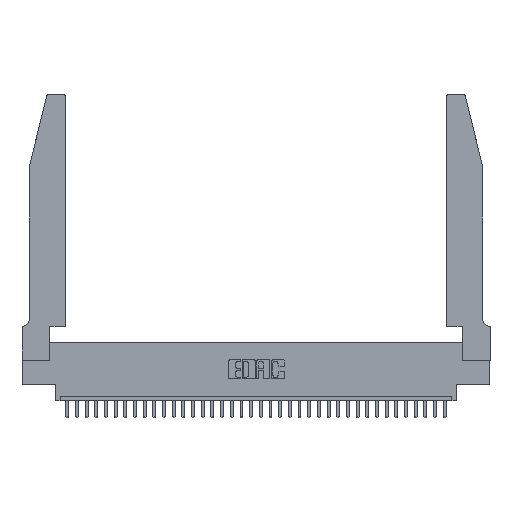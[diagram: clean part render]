
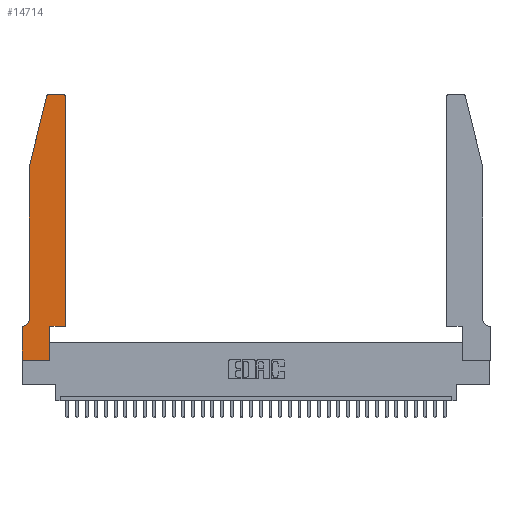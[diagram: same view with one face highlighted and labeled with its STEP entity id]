
A CAD part, top view. The second image highlights one B-rep face of the part: STEP entity #14714.
In plain terms, the highlighted planar face has unit normal (0, 0, 1).
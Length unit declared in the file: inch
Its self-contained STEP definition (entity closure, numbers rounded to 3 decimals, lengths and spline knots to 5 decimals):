
#65 = VERTEX_POINT ( 'NONE', #23226 ) ;
#682 = DIRECTION ( 'NONE',  ( -0.239, -0.971, 0. ) ) ;
#817 = ORIENTED_EDGE ( 'NONE', *, *, #5509, .T. ) ;
#1164 = VERTEX_POINT ( 'NONE', #6473 ) ;
#1276 = CARTESIAN_POINT ( 'NONE',  ( 0.2605, 2.75, 0.37 ) ) ;
#1598 = LINE ( 'NONE', #6905, #25087 ) ;
#2409 = DIRECTION ( 'NONE',  ( 0., 0., -1. ) ) ;
#2597 = ORIENTED_EDGE ( 'NONE', *, *, #26903, .T. ) ;
#2685 = CARTESIAN_POINT ( 'NONE',  ( 0., 0., 0.37 ) ) ;
#2823 = CARTESIAN_POINT ( 'NONE',  ( 0.4505, 0.35, 0.37 ) ) ;
#3056 = VECTOR ( 'NONE', #33152, 39.37008 ) ;
#3536 = CARTESIAN_POINT ( 'NONE',  ( 0.0755, 2., 0.37 ) ) ;
#3648 = EDGE_LOOP ( 'NONE', ( #12993, #20461, #8399, #24299, #16953, #14231, #817, #21261, #5657, #2597, #13912, #5811 ) ) ;
#3836 = LINE ( 'NONE', #26342, #20560 ) ;
#5282 = EDGE_CURVE ( 'NONE', #12036, #65, #26938, .T. ) ;
#5335 = EDGE_CURVE ( 'NONE', #31224, #1164, #3836, .T. ) ;
#5402 = CARTESIAN_POINT ( 'NONE',  ( 0.2865, 0., 0.37 ) ) ;
#5421 = AXIS2_PLACEMENT_3D ( 'NONE', #18550, #2409, #15680 ) ;
#5509 = EDGE_CURVE ( 'NONE', #22558, #10653, #16272, .T. ) ;
#5657 = ORIENTED_EDGE ( 'NONE', *, *, #19175, .T. ) ;
#5811 = ORIENTED_EDGE ( 'NONE', *, *, #22291, .T. ) ;
#6473 = CARTESIAN_POINT ( 'NONE',  ( 0.0755, 0.42, 0.37 ) ) ;
#6905 = CARTESIAN_POINT ( 'NONE',  ( 0., 0., 0.37 ) ) ;
#7105 = CARTESIAN_POINT ( 'NONE',  ( 0.284, 2.72, 0.37 ) ) ;
#7443 = VECTOR ( 'NONE', #14682, 39.37008 ) ;
#7954 = CARTESIAN_POINT ( 'NONE',  ( 0., 0., 0.37 ) ) ;
#8399 = ORIENTED_EDGE ( 'NONE', *, *, #30165, .T. ) ;
#8692 = VERTEX_POINT ( 'NONE', #2823 ) ;
#8876 = CARTESIAN_POINT ( 'NONE',  ( 0.284, 2.75, 0.37 ) ) ;
#9600 = LINE ( 'NONE', #33976, #7443 ) ;
#9742 = DIRECTION ( 'NONE',  ( 0., 0., 1. ) ) ;
#9832 = EDGE_CURVE ( 'NONE', #1164, #13502, #20317, .T. ) ;
#10114 = LINE ( 'NONE', #14425, #31882 ) ;
#10653 = VERTEX_POINT ( 'NONE', #7954 ) ;
#11003 = CARTESIAN_POINT ( 'NONE',  ( 0.4505, 0.35, 0.37 ) ) ;
#12036 = VERTEX_POINT ( 'NONE', #8876 ) ;
#12133 = DIRECTION ( 'NONE',  ( -1., 0., 0. ) ) ;
#12746 = DIRECTION ( 'NONE',  ( 0., -1., 0. ) ) ;
#12993 = ORIENTED_EDGE ( 'NONE', *, *, #28250, .T. ) ;
#13502 = VERTEX_POINT ( 'NONE', #14653 ) ;
#13912 = ORIENTED_EDGE ( 'NONE', *, *, #14026, .T. ) ;
#14026 = EDGE_CURVE ( 'NONE', #8692, #32581, #29999, .T. ) ;
#14231 = ORIENTED_EDGE ( 'NONE', *, *, #24672, .T. ) ;
#14425 = CARTESIAN_POINT ( 'NONE',  ( 0.0755, 0.35, 0.37 ) ) ;
#14527 = CARTESIAN_POINT ( 'NONE',  ( 0.4505, 2.72, 0.37 ) ) ;
#14653 = CARTESIAN_POINT ( 'NONE',  ( 0.0055, 0.35, 0.37 ) ) ;
#14682 = DIRECTION ( 'NONE',  ( 0., 1., 0. ) ) ;
#14714 = ADVANCED_FACE ( 'NONE', ( #23627 ), #26300, .T. ) ;
#15135 = DIRECTION ( 'NONE',  ( 1., 0., 0. ) ) ;
#15302 = DIRECTION ( 'NONE',  ( 1., 0., 0. ) ) ;
#15345 = DIRECTION ( 'NONE',  ( 1., 0., 0. ) ) ;
#15680 = DIRECTION ( 'NONE',  ( -1., 0., 0. ) ) ;
#16272 = LINE ( 'NONE', #2685, #20096 ) ;
#16953 = ORIENTED_EDGE ( 'NONE', *, *, #9832, .T. ) ;
#17259 = VERTEX_POINT ( 'NONE', #24150 ) ;
#17701 = EDGE_CURVE ( 'NONE', #10653, #30583, #1598, .T. ) ;
#18550 = CARTESIAN_POINT ( 'NONE',  ( 0.0055, 0.42, 0.37 ) ) ;
#19094 = LINE ( 'NONE', #1276, #34466 ) ;
#19175 = EDGE_CURVE ( 'NONE', #30583, #17259, #9600, .T. ) ;
#19754 = CARTESIAN_POINT ( 'NONE',  ( 0., 0.35, 0.37 ) ) ;
#20096 = VECTOR ( 'NONE', #32963, 39.37008 ) ;
#20317 = CIRCLE ( 'NONE', #5421, 0.07 ) ;
#20461 = ORIENTED_EDGE ( 'NONE', *, *, #5282, .T. ) ;
#20560 = VECTOR ( 'NONE', #12746, 39.37008 ) ;
#21261 = ORIENTED_EDGE ( 'NONE', *, *, #17701, .T. ) ;
#21514 = VECTOR ( 'NONE', #682, 39.37008 ) ;
#21598 = DIRECTION ( 'NONE',  ( 0., 0., 1. ) ) ;
#22291 = EDGE_CURVE ( 'NONE', #32581, #29641, #32478, .T. ) ;
#22558 = VERTEX_POINT ( 'NONE', #19754 ) ;
#23075 = CARTESIAN_POINT ( 'NONE',  ( 0.4205, 2.75, 0.37 ) ) ;
#23226 = CARTESIAN_POINT ( 'NONE',  ( 0.25487, 2.72718, 0.37 ) ) ;
#23379 = CARTESIAN_POINT ( 'NONE',  ( 0.4505, 0.35, 0.37 ) ) ;
#23443 = DIRECTION ( 'NONE',  ( 0., 0., 1. ) ) ;
#23627 = FACE_OUTER_BOUND ( 'NONE', #3648, .T. ) ;
#24150 = CARTESIAN_POINT ( 'NONE',  ( 0.2865, 0.35, 0.37 ) ) ;
#24299 = ORIENTED_EDGE ( 'NONE', *, *, #5335, .T. ) ;
#24300 = CARTESIAN_POINT ( 'NONE',  ( 0.0755, 2., 0.37 ) ) ;
#24672 = EDGE_CURVE ( 'NONE', #13502, #22558, #10114, .T. ) ;
#25087 = VECTOR ( 'NONE', #15302, 39.37008 ) ;
#25395 = DIRECTION ( 'NONE',  ( -1., 0., 0. ) ) ;
#26300 = PLANE ( 'NONE',  #34387 ) ;
#26342 = CARTESIAN_POINT ( 'NONE',  ( 0.0755, 2., 0.37 ) ) ;
#26414 = CARTESIAN_POINT ( 'NONE',  ( 0., 0.35, 0.37 ) ) ;
#26903 = EDGE_CURVE ( 'NONE', #17259, #8692, #33239, .T. ) ;
#26938 = CIRCLE ( 'NONE', #33443, 0.03 ) ;
#27271 = VECTOR ( 'NONE', #34364, 39.37008 ) ;
#28250 = EDGE_CURVE ( 'NONE', #29641, #12036, #19094, .T. ) ;
#28739 = LINE ( 'NONE', #3536, #21514 ) ;
#29641 = VERTEX_POINT ( 'NONE', #23075 ) ;
#29999 = LINE ( 'NONE', #11003, #3056 ) ;
#30165 = EDGE_CURVE ( 'NONE', #65, #31224, #28739, .T. ) ;
#30583 = VERTEX_POINT ( 'NONE', #5402 ) ;
#31224 = VERTEX_POINT ( 'NONE', #24300 ) ;
#31882 = VECTOR ( 'NONE', #25395, 39.37008 ) ;
#32478 = CIRCLE ( 'NONE', #33675, 0.03 ) ;
#32581 = VERTEX_POINT ( 'NONE', #14527 ) ;
#32641 = DIRECTION ( 'NONE',  ( 1., 0., 0. ) ) ;
#32963 = DIRECTION ( 'NONE',  ( 0., -1., 0. ) ) ;
#32989 = CARTESIAN_POINT ( 'NONE',  ( 0.4205, 2.72, 0.37 ) ) ;
#33152 = DIRECTION ( 'NONE',  ( 0., 1., 0. ) ) ;
#33239 = LINE ( 'NONE', #23379, #27271 ) ;
#33443 = AXIS2_PLACEMENT_3D ( 'NONE', #7105, #9742, #15135 ) ;
#33675 = AXIS2_PLACEMENT_3D ( 'NONE', #32989, #21598, #32641 ) ;
#33976 = CARTESIAN_POINT ( 'NONE',  ( 0.2865, 0.35, 0.37 ) ) ;
#34364 = DIRECTION ( 'NONE',  ( 1., 0., 0. ) ) ;
#34387 = AXIS2_PLACEMENT_3D ( 'NONE', #26414, #23443, #15345 ) ;
#34466 = VECTOR ( 'NONE', #12133, 39.37008 ) ;
